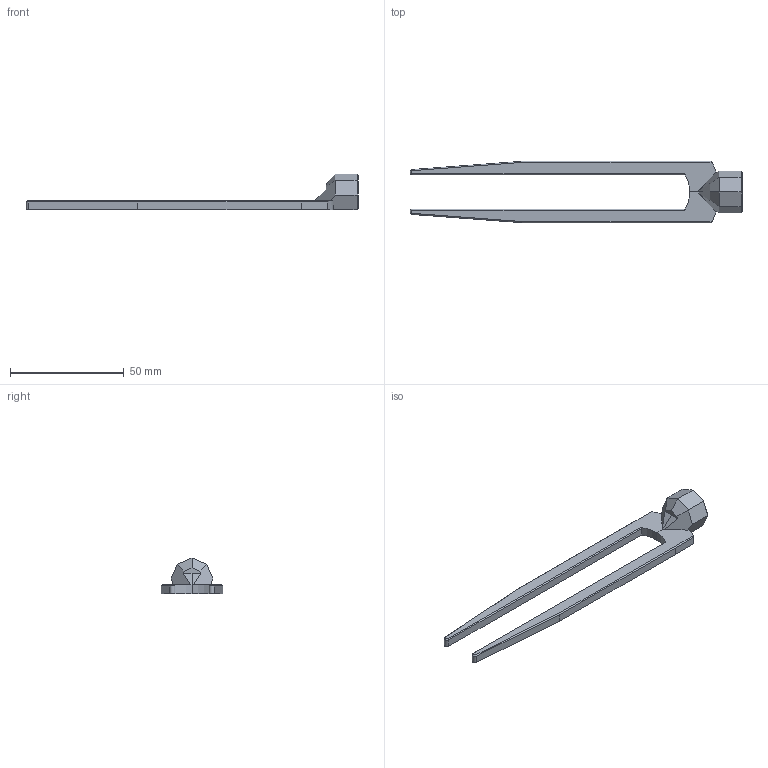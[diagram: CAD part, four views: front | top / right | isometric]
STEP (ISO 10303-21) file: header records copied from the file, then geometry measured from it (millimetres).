
FILE_DESCRIPTION(('FreeCAD Model'),'2;1');
FILE_NAME('Open CASCADE Shape Model','2025-08-19T22:01:35',(''),(''), 'Open CASCADE STEP processor 7.8','FreeCAD','Unknown');
FILE_SCHEMA(('AUTOMOTIVE_DESIGN { 1 0 10303 214 1 1 1 1 }'));
Length unit declared in the file: millimetre
Products named in the file (1): fork-circle-attached
Bounding box: 146.2 x 27 x 15.75 mm (x, y, z)
Volume: 9185.6 mm3; surface area: 6175.6 mm2
Topology: 1 solids, 1 shells, 50 faces, 127 edges, 79 vertices
Faces by surface type: plane 24, bspline 18, cylinder 6, cone 2
Entity records: 3549 total; most frequent: CARTESIAN_POINT 1255, DIRECTION 327, ORIENTED_EDGE 254, PCURVE 254, DEFINITIONAL_REPRESENTATION 254, LINE 214, VECTOR 214, B_SPLINE_CURVE_WITH_KNOTS 129
